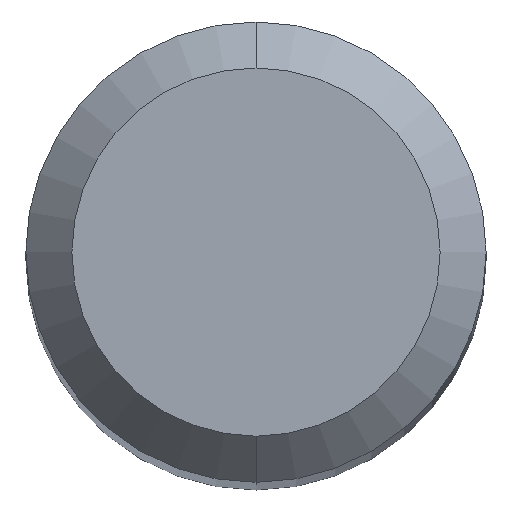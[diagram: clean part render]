
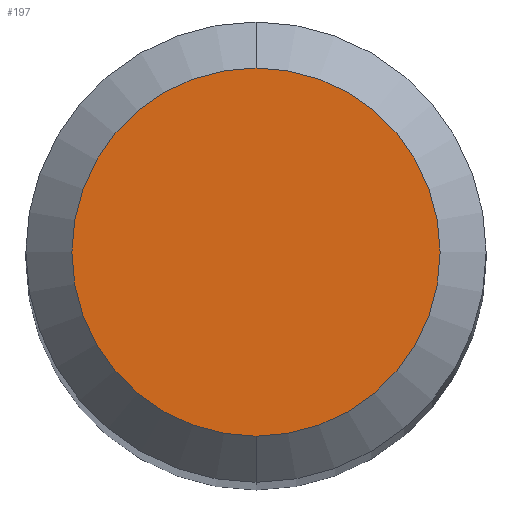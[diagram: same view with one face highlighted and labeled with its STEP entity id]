
A CAD part, top view. The second image highlights one B-rep face of the part: STEP entity #197.
In plain terms, the highlighted planar face has unit normal (0, 0, 1).
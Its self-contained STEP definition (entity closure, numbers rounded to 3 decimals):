
#121=EDGE_CURVE('',#139,#155,#261,.T.);
#139=VERTEX_POINT('',#282);
#149=EDGE_CURVE('',#155,#139,#295,.T.);
#155=VERTEX_POINT('',#301);
#197=ADVANCED_FACE('',(#346),#347,.T.);
#261=CIRCLE('',#413,1.2);
#282=CARTESIAN_POINT('',(0.,-1.2,0.0));
#295=CIRCLE('',#454,1.2);
#301=CARTESIAN_POINT('',(0.0,1.2,0.0));
#346=FACE_OUTER_BOUND('',#521,.T.);
#347=PLANE('',#522);
#413=AXIS2_PLACEMENT_3D('',#586,#587,#588);
#454=AXIS2_PLACEMENT_3D('',#640,#641,#642);
#521=EDGE_LOOP('',(#694,#695));
#522=AXIS2_PLACEMENT_3D('',#696,#697,#698);
#586=CARTESIAN_POINT('',(0.0,0.0,0.0));
#587=DIRECTION('',(0.0,0.0,-1.0));
#588=DIRECTION('',(0.0,1.0,0.0));
#640=CARTESIAN_POINT('',(0.0,0.0,0.0));
#641=DIRECTION('',(0.0,0.0,-1.0));
#642=DIRECTION('',(0.0,1.0,0.0));
#694=ORIENTED_EDGE('',*,*,#149,.F.);
#695=ORIENTED_EDGE('',*,*,#121,.F.);
#696=CARTESIAN_POINT('',(0.0,0.6,0.0));
#697=DIRECTION('',(-0.0,0.0,1.0));
#698=DIRECTION('',(0.0,-1.0,0.0));
